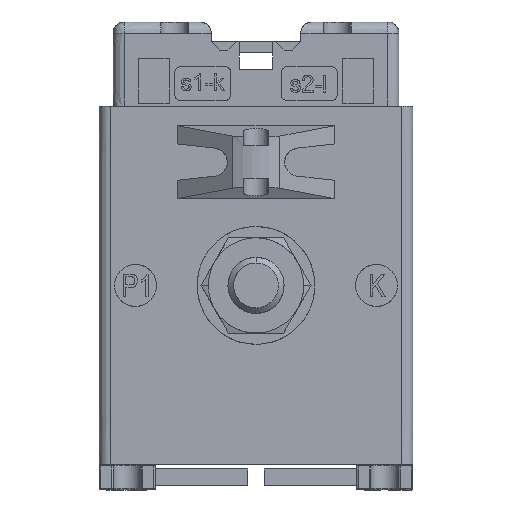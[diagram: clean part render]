
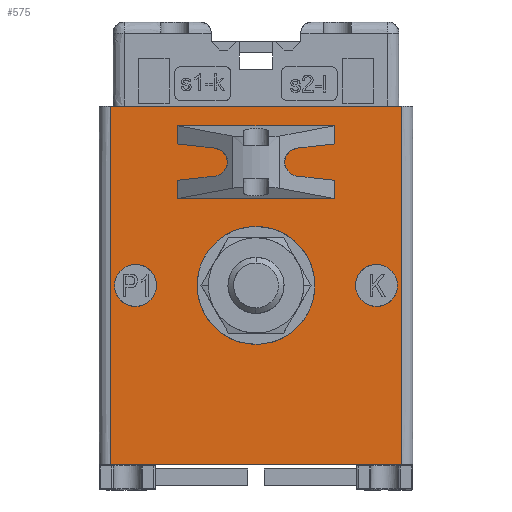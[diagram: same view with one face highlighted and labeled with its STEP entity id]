
A CAD part, front view. The second image highlights one B-rep face of the part: STEP entity #575.
In plain terms, the highlighted free-form (B-spline) face has degree [1, 1] with [2, 2] control points.
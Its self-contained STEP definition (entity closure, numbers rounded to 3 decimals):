
#221=FACE_BOUND('',#1866,.T.);
#222=FACE_BOUND('',#1867,.T.);
#575=ADVANCED_FACE('',(#1220,#221,#222),#8122,.T.);
#1220=FACE_OUTER_BOUND('',#1865,.T.);
#1865=EDGE_LOOP('',(#3375,#3376,#3377,#3378));
#1866=EDGE_LOOP('',(#3379,#3380));
#1867=EDGE_LOOP('',(#3381,#3382));
#3375=ORIENTED_EDGE('',*,*,#5720,.T.);
#3376=ORIENTED_EDGE('',*,*,#5704,.T.);
#3377=ORIENTED_EDGE('',*,*,#5721,.T.);
#3378=ORIENTED_EDGE('',*,*,#5712,.F.);
#3379=ORIENTED_EDGE('',*,*,#5729,.T.);
#3380=ORIENTED_EDGE('',*,*,#5742,.T.);
#3381=ORIENTED_EDGE('',*,*,#5745,.F.);
#3382=ORIENTED_EDGE('',*,*,#5732,.F.);
#5704=EDGE_CURVE('',#7143,#7142,#9069,.T.);
#5712=EDGE_CURVE('',#7151,#7150,#9077,.T.);
#5720=EDGE_CURVE('',#7151,#7143,#9085,.T.);
#5721=EDGE_CURVE('',#7142,#7150,#9086,.T.);
#5729=EDGE_CURVE('',#7159,#7166,#25579,.T.);
#5732=EDGE_CURVE('',#7161,#7168,#25581,.T.);
#5742=EDGE_CURVE('',#7166,#7159,#25587,.T.);
#5745=EDGE_CURVE('',#7168,#7161,#25589,.T.);
#7142=VERTEX_POINT('',#16529);
#7143=VERTEX_POINT('',#16530);
#7150=VERTEX_POINT('',#16537);
#7151=VERTEX_POINT('',#16538);
#7159=VERTEX_POINT('',#16546);
#7161=VERTEX_POINT('',#16548);
#7166=VERTEX_POINT('',#16553);
#7168=VERTEX_POINT('',#16555);
#8122=B_SPLINE_SURFACE_WITH_KNOTS('',1,1,((#16353,#16354),(#16355,#16356)),
.UNSPECIFIED.,.F.,.F.,.F.,(2,2),(2,2),(2.,54.),(0.,64.),.UNSPECIFIED.);
#9069=B_SPLINE_CURVE_WITH_KNOTS('',1,(#16025,#16026),.UNSPECIFIED.,.F.,.F.,
(2,2),(2.,54.),.UNSPECIFIED.);
#9077=B_SPLINE_CURVE_WITH_KNOTS('',1,(#16121,#16122),.UNSPECIFIED.,.F.,.F.,
(2,2),(2.,54.),.UNSPECIFIED.);
#9085=B_SPLINE_CURVE_WITH_KNOTS('',3,(#16217,#16218,#16219,#16220),.UNSPECIFIED.,
.F.,.F.,(4,4),(-64.,0.),.UNSPECIFIED.);
#9086=B_SPLINE_CURVE_WITH_KNOTS('',3,(#16221,#16222,#16223,#16224),.UNSPECIFIED.,
.F.,.F.,(4,4),(-64.,0.),.UNSPECIFIED.);
#16025=CARTESIAN_POINT('',(2.,0.,4.5));
#16026=CARTESIAN_POINT('',(54.,0.,4.5));
#16121=CARTESIAN_POINT('',(2.,0.,68.5));
#16122=CARTESIAN_POINT('',(54.,0.,68.5));
#16217=CARTESIAN_POINT('',(2.,0.,68.5));
#16218=CARTESIAN_POINT('',(2.,0.,47.167));
#16219=CARTESIAN_POINT('',(2.,0.,25.833));
#16220=CARTESIAN_POINT('',(2.,0.,4.5));
#16221=CARTESIAN_POINT('',(54.,0.,4.5));
#16222=CARTESIAN_POINT('',(54.,0.,25.833));
#16223=CARTESIAN_POINT('',(54.,0.,47.167));
#16224=CARTESIAN_POINT('',(54.,0.,68.5));
#16254=CARTESIAN_POINT('',(6.5,0.,40.258));
#16255=CARTESIAN_POINT('',(10.258,0.,40.258));
#16256=CARTESIAN_POINT('',(10.258,0.,36.5));
#16257=CARTESIAN_POINT('',(10.258,0.,32.742));
#16258=CARTESIAN_POINT('',(6.5,0.,32.742));
#16266=CARTESIAN_POINT('',(49.5,0.,40.258));
#16267=CARTESIAN_POINT('',(45.742,0.,40.258));
#16268=CARTESIAN_POINT('',(45.742,0.,36.5));
#16269=CARTESIAN_POINT('',(45.742,0.,32.742));
#16270=CARTESIAN_POINT('',(49.5,0.,32.742));
#16304=CARTESIAN_POINT('',(6.5,0.,32.742));
#16305=CARTESIAN_POINT('',(2.742,0.,32.742));
#16306=CARTESIAN_POINT('',(2.742,0.,36.5));
#16307=CARTESIAN_POINT('',(2.742,0.,40.258));
#16308=CARTESIAN_POINT('',(6.5,0.,40.258));
#16316=CARTESIAN_POINT('',(49.5,0.,32.742));
#16317=CARTESIAN_POINT('',(53.258,0.,32.742));
#16318=CARTESIAN_POINT('',(53.258,0.,36.5));
#16319=CARTESIAN_POINT('',(53.258,0.,40.258));
#16320=CARTESIAN_POINT('',(49.5,0.,40.258));
#16353=CARTESIAN_POINT('',(2.,0.,4.5));
#16354=CARTESIAN_POINT('',(2.,0.,68.5));
#16355=CARTESIAN_POINT('',(54.,0.,4.5));
#16356=CARTESIAN_POINT('',(54.,0.,68.5));
#16529=CARTESIAN_POINT('',(54.,0.,4.5));
#16530=CARTESIAN_POINT('',(2.,0.,4.5));
#16537=CARTESIAN_POINT('',(54.,0.,68.5));
#16538=CARTESIAN_POINT('',(2.,0.,68.5));
#16546=CARTESIAN_POINT('',(6.5,0.,40.258));
#16548=CARTESIAN_POINT('',(49.5,0.,40.258));
#16553=CARTESIAN_POINT('',(6.5,0.,32.742));
#16555=CARTESIAN_POINT('',(49.5,0.,32.742));
#25579=(
BOUNDED_CURVE()
B_SPLINE_CURVE(2,(#16254,#16255,#16256,#16257,#16258),.UNSPECIFIED.,.F.,
.F.)
B_SPLINE_CURVE_WITH_KNOTS((3,2,3),(-23.611,-17.708,-11.805),
.UNSPECIFIED.)
CURVE()
GEOMETRIC_REPRESENTATION_ITEM()
RATIONAL_B_SPLINE_CURVE((1.,0.707,1.,0.707,1.))
REPRESENTATION_ITEM('')
);
#25581=(
BOUNDED_CURVE()
B_SPLINE_CURVE(2,(#16266,#16267,#16268,#16269,#16270),.UNSPECIFIED.,.F.,
.F.)
B_SPLINE_CURVE_WITH_KNOTS((3,2,3),(-23.611,-17.708,-11.805),
.UNSPECIFIED.)
CURVE()
GEOMETRIC_REPRESENTATION_ITEM()
RATIONAL_B_SPLINE_CURVE((1.,0.707,1.,0.707,1.))
REPRESENTATION_ITEM('')
);
#25587=(
BOUNDED_CURVE()
B_SPLINE_CURVE(2,(#16304,#16305,#16306,#16307,#16308),.UNSPECIFIED.,.F.,
.F.)
B_SPLINE_CURVE_WITH_KNOTS((3,2,3),(-11.805,-5.903,0.),
.UNSPECIFIED.)
CURVE()
GEOMETRIC_REPRESENTATION_ITEM()
RATIONAL_B_SPLINE_CURVE((1.,0.707,1.,0.707,1.))
REPRESENTATION_ITEM('')
);
#25589=(
BOUNDED_CURVE()
B_SPLINE_CURVE(2,(#16316,#16317,#16318,#16319,#16320),.UNSPECIFIED.,.F.,
.F.)
B_SPLINE_CURVE_WITH_KNOTS((3,2,3),(-11.805,-5.903,0.),
.UNSPECIFIED.)
CURVE()
GEOMETRIC_REPRESENTATION_ITEM()
RATIONAL_B_SPLINE_CURVE((1.,0.707,1.,0.707,1.))
REPRESENTATION_ITEM('')
);
